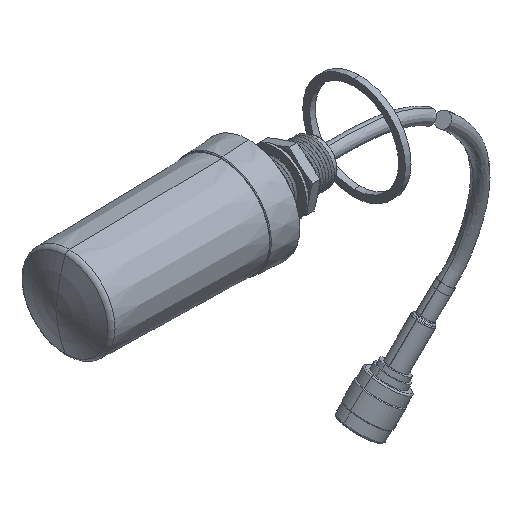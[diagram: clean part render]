
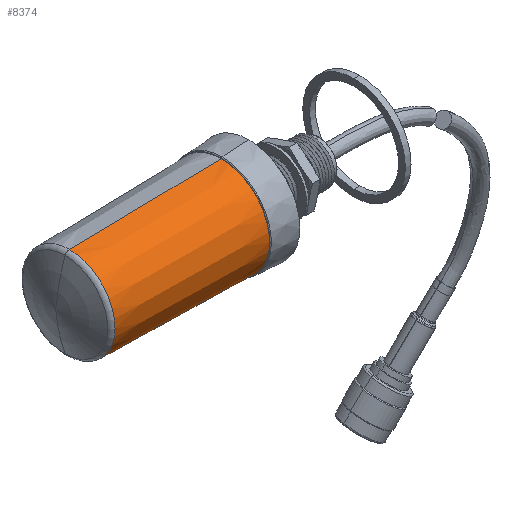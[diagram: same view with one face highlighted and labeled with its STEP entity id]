
A CAD part, isometric view. The second image highlights one B-rep face of the part: STEP entity #8374.
In plain terms, the highlighted conical face has half-angle 1.025 degrees and reference radius 17.234 mm.
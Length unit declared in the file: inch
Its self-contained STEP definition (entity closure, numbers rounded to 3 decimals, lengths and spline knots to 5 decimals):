
#176 = VERTEX_POINT ( 'NONE', #4359 ) ;
#616 = CARTESIAN_POINT ( 'NONE',  ( -0.387, 0., 0. ) ) ;
#645 = CARTESIAN_POINT ( 'NONE',  ( -2.51806, 0., 0.64035 ) ) ;
#883 = VERTEX_POINT ( 'NONE', #5465 ) ;
#1493 = DIRECTION ( 'NONE',  ( 0., 0., 1. ) ) ;
#1558 = VECTOR ( 'NONE', #9279, 39.37008 ) ;
#2585 = CIRCLE ( 'NONE', #3626, 0.6785 ) ;
#2735 = CARTESIAN_POINT ( 'NONE',  ( -0.387, 0., 0.6785 ) ) ;
#2999 = CARTESIAN_POINT ( 'NONE',  ( -0.387, 0., -0.6785 ) ) ;
#3471 = FACE_OUTER_BOUND ( 'NONE', #11459, .T. ) ;
#3519 = EDGE_CURVE ( 'NONE', #883, #8542, #10107, .T. ) ;
#3585 = DIRECTION ( 'NONE',  ( 1., 0., 0.018 ) ) ;
#3626 = AXIS2_PLACEMENT_3D ( 'NONE', #616, #6898, #1493 ) ;
#3986 = DIRECTION ( 'NONE',  ( 1., 0., 0. ) ) ;
#4359 = CARTESIAN_POINT ( 'NONE',  ( -0.387, 0., -0.6785 ) ) ;
#5012 = CARTESIAN_POINT ( 'NONE',  ( -2.51806, 0., 0. ) ) ;
#5188 = ORIENTED_EDGE ( 'NONE', *, *, #10618, .T. ) ;
#5465 = CARTESIAN_POINT ( 'NONE',  ( -2.51806, 0., -0.64035 ) ) ;
#5622 = ORIENTED_EDGE ( 'NONE', *, *, #3519, .F. ) ;
#5740 = EDGE_CURVE ( 'NONE', #8542, #8835, #7753, .T. ) ;
#5822 = DIRECTION ( 'NONE',  ( 0., 0., -1. ) ) ;
#5906 = DIRECTION ( 'NONE',  ( 0., 0., 1. ) ) ;
#6224 = AXIS2_PLACEMENT_3D ( 'NONE', #11181, #3986, #5822 ) ;
#6898 = DIRECTION ( 'NONE',  ( -1., 0., 0. ) ) ;
#7468 = ORIENTED_EDGE ( 'NONE', *, *, #5740, .F. ) ;
#7473 = VECTOR ( 'NONE', #3585, 39.37008 ) ;
#7753 = LINE ( 'NONE', #2735, #7473 ) ;
#8374 = ADVANCED_FACE ( 'NONE', ( #3471 ), #11340, .T. ) ;
#8542 = VERTEX_POINT ( 'NONE', #645 ) ;
#8741 = LINE ( 'NONE', #2999, #1558 ) ;
#8835 = VERTEX_POINT ( 'NONE', #9300 ) ;
#9279 = DIRECTION ( 'NONE',  ( 1., 0., -0.018 ) ) ;
#9300 = CARTESIAN_POINT ( 'NONE',  ( -0.387, 0., 0.6785 ) ) ;
#9443 = AXIS2_PLACEMENT_3D ( 'NONE', #5012, #11303, #5906 ) ;
#9565 = EDGE_CURVE ( 'NONE', #176, #8835, #2585, .T. ) ;
#10107 = CIRCLE ( 'NONE', #9443, 0.64035 ) ;
#10618 = EDGE_CURVE ( 'NONE', #883, #176, #8741, .T. ) ;
#11181 = CARTESIAN_POINT ( 'NONE',  ( -0.387, 0., 0. ) ) ;
#11303 = DIRECTION ( 'NONE',  ( -1., 0., 0. ) ) ;
#11340 = CONICAL_SURFACE ( 'NONE', #6224, 0.6785, 0.018 ) ;
#11399 = ORIENTED_EDGE ( 'NONE', *, *, #9565, .T. ) ;
#11459 = EDGE_LOOP ( 'NONE', ( #7468, #5622, #5188, #11399 ) ) ;
